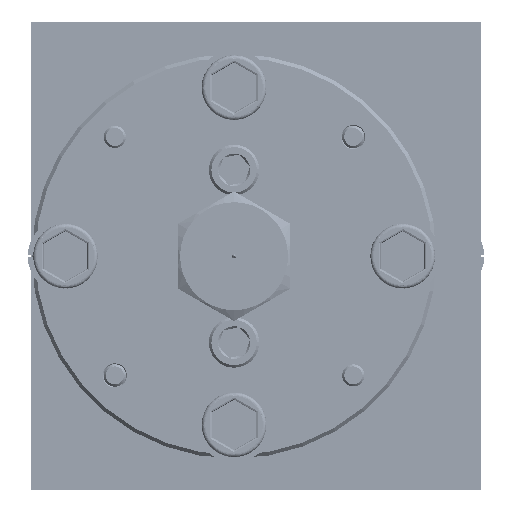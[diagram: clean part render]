
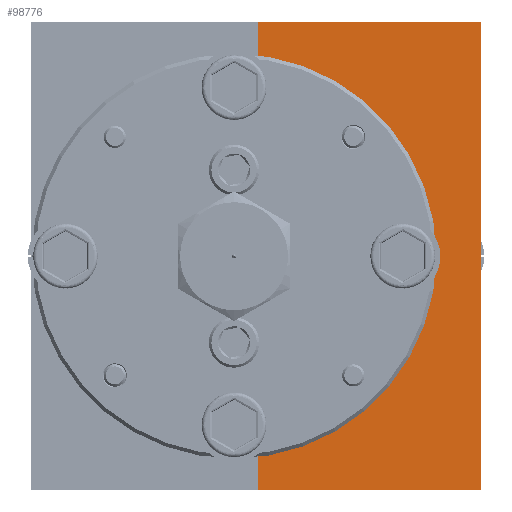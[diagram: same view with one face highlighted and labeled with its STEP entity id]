
A CAD part, left-side view. The second image highlights one B-rep face of the part: STEP entity #98776.
In plain terms, the highlighted planar face has unit normal (-1, 0, 0).
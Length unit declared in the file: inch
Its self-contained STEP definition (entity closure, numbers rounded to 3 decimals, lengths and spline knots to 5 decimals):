
#2178 = CARTESIAN_POINT ( 'NONE',  ( -1.04604, 2.51616, 3.98202 ) ) ;
#2185 = CARTESIAN_POINT ( 'NONE',  ( -1.04604, 2.51616, 3.98202 ) ) ;
#2568 = CARTESIAN_POINT ( 'NONE',  ( -1.04604, 3.13616, 5.07745 ) ) ;
#4768 = LINE ( 'NONE', #56550, #90335 ) ;
#5862 = LINE ( 'NONE', #63215, #74764 ) ;
#6028 = VERTEX_POINT ( 'NONE', #67589 ) ;
#6043 = VERTEX_POINT ( 'NONE', #84613 ) ;
#7904 = DIRECTION ( 'NONE',  ( 0., 0., 1. ) ) ;
#10202 = VECTOR ( 'NONE', #128386, 39.37008 ) ;
#10923 = ORIENTED_EDGE ( 'NONE', *, *, #170509, .F. ) ;
#12259 = FACE_OUTER_BOUND ( 'NONE', #165637, .T. ) ;
#16000 = CIRCLE ( 'NONE', #139773, 0.07 ) ;
#17562 = DIRECTION ( 'NONE',  ( 0., 0., 1. ) ) ;
#18344 = DIRECTION ( 'NONE',  ( 0., 1., 0. ) ) ;
#20150 = AXIS2_PLACEMENT_3D ( 'NONE', #68237, #84511, #155543 ) ;
#23608 = VECTOR ( 'NONE', #157403, 39.37008 ) ;
#23931 = LINE ( 'NONE', #56585, #10202 ) ;
#24813 = VERTEX_POINT ( 'NONE', #216521 ) ;
#26201 = ORIENTED_EDGE ( 'NONE', *, *, #36248, .F. ) ;
#27447 = DIRECTION ( 'NONE',  ( 0., 0., 1. ) ) ;
#28556 = DIRECTION ( 'NONE',  ( 0., 0., -1. ) ) ;
#36248 = EDGE_CURVE ( 'NONE', #227442, #149645, #16000, .T. ) ;
#39211 = VERTEX_POINT ( 'NONE', #2568 ) ;
#39785 = AXIS2_PLACEMENT_3D ( 'NONE', #159629, #177246, #212636 ) ;
#43122 = CIRCLE ( 'NONE', #81398, 0.04 ) ;
#43309 = ORIENTED_EDGE ( 'NONE', *, *, #58782, .T. ) ;
#50235 = EDGE_CURVE ( 'NONE', #165254, #192416, #127466, .T. ) ;
#52230 = CARTESIAN_POINT ( 'NONE',  ( -1.04604, 2.51616, 3.98202 ) ) ;
#53232 = EDGE_LOOP ( 'NONE', ( #140944, #26201 ) ) ;
#53319 = VERTEX_POINT ( 'NONE', #71892 ) ;
#53500 = DIRECTION ( 'NONE',  ( 0., 0., -1. ) ) ;
#54465 = VERTEX_POINT ( 'NONE', #98681 ) ;
#56550 = CARTESIAN_POINT ( 'NONE',  ( -1.04604, 3.13616, 3.98202 ) ) ;
#56585 = CARTESIAN_POINT ( 'NONE',  ( -1.04604, 2.51616, 3.98202 ) ) ;
#57689 = ORIENTED_EDGE ( 'NONE', *, *, #167716, .F. ) ;
#57829 = EDGE_CURVE ( 'NONE', #149645, #227442, #204317, .T. ) ;
#58782 = EDGE_CURVE ( 'NONE', #172586, #24813, #5862, .T. ) ;
#59106 = EDGE_CURVE ( 'NONE', #201312, #54465, #129735, .T. ) ;
#59129 = FACE_BOUND ( 'NONE', #210497, .T. ) ;
#59625 = CIRCLE ( 'NONE', #72307, 0.035 ) ;
#61780 = FACE_BOUND ( 'NONE', #134822, .T. ) ;
#62175 = EDGE_CURVE ( 'NONE', #201312, #6043, #4768, .T. ) ;
#62700 = EDGE_CURVE ( 'NONE', #192416, #165254, #43122, .T. ) ;
#63215 = CARTESIAN_POINT ( 'NONE',  ( -1.04604, 3.13616, 3.98202 ) ) ;
#63295 = DIRECTION ( 'NONE',  ( -1., 0., 0. ) ) ;
#67589 = CARTESIAN_POINT ( 'NONE',  ( -1.04604, 2.8707, 4.99848 ) ) ;
#68237 = CARTESIAN_POINT ( 'NONE',  ( -1.04604, 2.73341, 4.63202 ) ) ;
#69630 = ORIENTED_EDGE ( 'NONE', *, *, #50235, .F. ) ;
#70136 = CARTESIAN_POINT ( 'NONE',  ( -1.04604, 3.13616, 3.98202 ) ) ;
#71892 = CARTESIAN_POINT ( 'NONE',  ( -1.04604, 2.51616, 5.28202 ) ) ;
#71990 = VECTOR ( 'NONE', #18344, 39.37008 ) ;
#72253 = VECTOR ( 'NONE', #146483, 39.37008 ) ;
#72307 = AXIS2_PLACEMENT_3D ( 'NONE', #150523, #219022, #7904 ) ;
#74764 = VECTOR ( 'NONE', #28556, 39.37008 ) ;
#76720 = CARTESIAN_POINT ( 'NONE',  ( -1.04604, 2.73341, 4.70202 ) ) ;
#81398 = AXIS2_PLACEMENT_3D ( 'NONE', #96860, #113908, #27447 ) ;
#84511 = DIRECTION ( 'NONE',  ( -1., 0., 0. ) ) ;
#84613 = CARTESIAN_POINT ( 'NONE',  ( -1.04604, 3.13616, 3.98202 ) ) ;
#88984 = CARTESIAN_POINT ( 'NONE',  ( -1.04604, 2.73341, 4.56202 ) ) ;
#89450 = CARTESIAN_POINT ( 'NONE',  ( -1.04604, 3.13616, 5.28202 ) ) ;
#90335 = VECTOR ( 'NONE', #53500, 39.37008 ) ;
#90341 = EDGE_CURVE ( 'NONE', #6028, #189580, #59625, .T. ) ;
#90542 = ORIENTED_EDGE ( 'NONE', *, *, #62175, .T. ) ;
#90809 = EDGE_CURVE ( 'NONE', #39211, #54465, #186376, .T. ) ;
#96860 = CARTESIAN_POINT ( 'NONE',  ( -1.04604, 2.8707, 4.30057 ) ) ;
#98681 = CARTESIAN_POINT ( 'NONE',  ( -1.04604, 3.13616, 4.1866 ) ) ;
#98776 = ADVANCED_FACE ( 'NONE', ( #144640, #61780, #59129, #12259 ), #224982, .F. ) ;
#99070 = CIRCLE ( 'NONE', #157937, 0.035 ) ;
#99592 = DIRECTION ( 'NONE',  ( 0., 0., 1. ) ) ;
#103133 = DIRECTION ( 'NONE',  ( 0., 0., 1. ) ) ;
#109520 = CARTESIAN_POINT ( 'NONE',  ( -1.04604, 2.51616, 5.28202 ) ) ;
#111329 = ORIENTED_EDGE ( 'NONE', *, *, #90341, .F. ) ;
#113265 = ORIENTED_EDGE ( 'NONE', *, *, #172322, .F. ) ;
#113908 = DIRECTION ( 'NONE',  ( -1., 0., 0. ) ) ;
#118209 = EDGE_CURVE ( 'NONE', #53319, #172586, #177144, .T. ) ;
#123299 = EDGE_CURVE ( 'NONE', #53319, #151759, #23931, .T. ) ;
#124022 = DIRECTION ( 'NONE',  ( 1., 0., 0. ) ) ;
#127466 = CIRCLE ( 'NONE', #147616, 0.04 ) ;
#128386 = DIRECTION ( 'NONE',  ( 0., 0., -1. ) ) ;
#129735 = CIRCLE ( 'NONE', #39785, 0.07 ) ;
#134822 = EDGE_LOOP ( 'NONE', ( #111329, #10923 ) ) ;
#139773 = AXIS2_PLACEMENT_3D ( 'NONE', #172522, #153370, #103133 ) ;
#140944 = ORIENTED_EDGE ( 'NONE', *, *, #57829, .F. ) ;
#142914 = DIRECTION ( 'NONE',  ( 0., 0., 1. ) ) ;
#143789 = LINE ( 'NONE', #2185, #71990 ) ;
#144640 = FACE_BOUND ( 'NONE', #53232, .T. ) ;
#146483 = DIRECTION ( 'NONE',  ( 0., 1., 0. ) ) ;
#147616 = AXIS2_PLACEMENT_3D ( 'NONE', #186689, #221377, #204381 ) ;
#149645 = VERTEX_POINT ( 'NONE', #76720 ) ;
#150523 = CARTESIAN_POINT ( 'NONE',  ( -1.04604, 2.8707, 4.96348 ) ) ;
#151759 = VERTEX_POINT ( 'NONE', #52230 ) ;
#152090 = CARTESIAN_POINT ( 'NONE',  ( -1.04604, 3.20216, 5.10077 ) ) ;
#153370 = DIRECTION ( 'NONE',  ( -1., 0., 0. ) ) ;
#153959 = AXIS2_PLACEMENT_3D ( 'NONE', #152090, #63295, #99592 ) ;
#155543 = DIRECTION ( 'NONE',  ( 0., 0., 1. ) ) ;
#157403 = DIRECTION ( 'NONE',  ( 0., 0., -1. ) ) ;
#157937 = AXIS2_PLACEMENT_3D ( 'NONE', #193653, #179017, #142914 ) ;
#159629 = CARTESIAN_POINT ( 'NONE',  ( -1.04604, 3.20216, 4.16327 ) ) ;
#162394 = CARTESIAN_POINT ( 'NONE',  ( -1.04604, 3.13616, 4.13995 ) ) ;
#165254 = VERTEX_POINT ( 'NONE', #211071 ) ;
#165637 = EDGE_LOOP ( 'NONE', ( #195436, #166033, #90542, #57689, #206494, #169960, #43309, #113265 ) ) ;
#166033 = ORIENTED_EDGE ( 'NONE', *, *, #59106, .F. ) ;
#167716 = EDGE_CURVE ( 'NONE', #151759, #6043, #143789, .T. ) ;
#169960 = ORIENTED_EDGE ( 'NONE', *, *, #118209, .T. ) ;
#170509 = EDGE_CURVE ( 'NONE', #189580, #6028, #99070, .T. ) ;
#172322 = EDGE_CURVE ( 'NONE', #39211, #24813, #177032, .T. ) ;
#172522 = CARTESIAN_POINT ( 'NONE',  ( -1.04604, 2.73341, 4.63202 ) ) ;
#172586 = VERTEX_POINT ( 'NONE', #89450 ) ;
#177032 = CIRCLE ( 'NONE', #153959, 0.07 ) ;
#177144 = LINE ( 'NONE', #109520, #72253 ) ;
#177246 = DIRECTION ( 'NONE',  ( -1., 0., 0. ) ) ;
#179017 = DIRECTION ( 'NONE',  ( -1., 0., 0. ) ) ;
#182977 = CARTESIAN_POINT ( 'NONE',  ( -1.04604, 2.8707, 4.92848 ) ) ;
#186329 = AXIS2_PLACEMENT_3D ( 'NONE', #2178, #124022, #17562 ) ;
#186376 = LINE ( 'NONE', #70136, #23608 ) ;
#186689 = CARTESIAN_POINT ( 'NONE',  ( -1.04604, 2.8707, 4.30057 ) ) ;
#189580 = VERTEX_POINT ( 'NONE', #182977 ) ;
#192416 = VERTEX_POINT ( 'NONE', #200356 ) ;
#192654 = ORIENTED_EDGE ( 'NONE', *, *, #62700, .F. ) ;
#193653 = CARTESIAN_POINT ( 'NONE',  ( -1.04604, 2.8707, 4.96348 ) ) ;
#195436 = ORIENTED_EDGE ( 'NONE', *, *, #90809, .T. ) ;
#200356 = CARTESIAN_POINT ( 'NONE',  ( -1.04604, 2.8707, 4.26057 ) ) ;
#201312 = VERTEX_POINT ( 'NONE', #162394 ) ;
#204317 = CIRCLE ( 'NONE', #20150, 0.07 ) ;
#204381 = DIRECTION ( 'NONE',  ( 0., 0., 1. ) ) ;
#206494 = ORIENTED_EDGE ( 'NONE', *, *, #123299, .F. ) ;
#210497 = EDGE_LOOP ( 'NONE', ( #69630, #192654 ) ) ;
#211071 = CARTESIAN_POINT ( 'NONE',  ( -1.04604, 2.8707, 4.34057 ) ) ;
#212636 = DIRECTION ( 'NONE',  ( 0., 0., 1. ) ) ;
#216521 = CARTESIAN_POINT ( 'NONE',  ( -1.04604, 3.13616, 5.1241 ) ) ;
#219022 = DIRECTION ( 'NONE',  ( -1., 0., 0. ) ) ;
#221377 = DIRECTION ( 'NONE',  ( -1., 0., 0. ) ) ;
#224982 = PLANE ( 'NONE',  #186329 ) ;
#227442 = VERTEX_POINT ( 'NONE', #88984 ) ;
